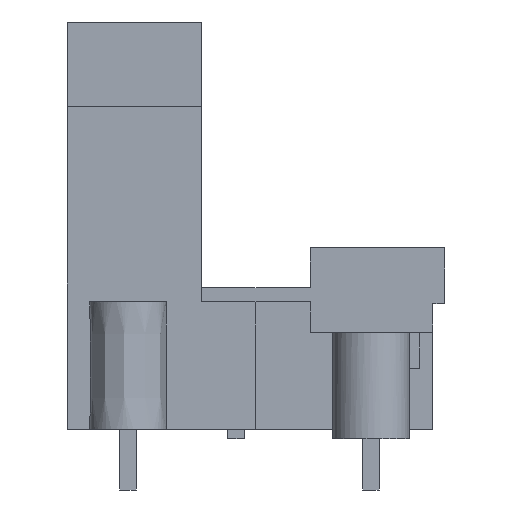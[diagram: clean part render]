
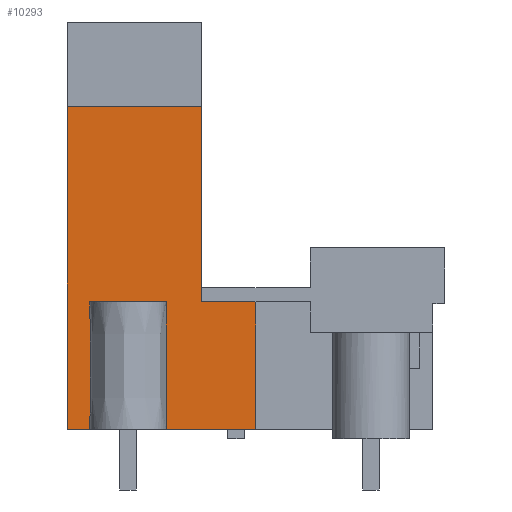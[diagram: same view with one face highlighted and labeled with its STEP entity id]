
A CAD part, left-side view. The second image highlights one B-rep face of the part: STEP entity #10293.
In plain terms, the highlighted planar face has unit normal (-1, 0, 0).
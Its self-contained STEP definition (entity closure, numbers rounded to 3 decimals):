
#10242=AXIS2_PLACEMENT_3D('Plane Axis2P3D',#10239,#10240,#10241) ;
#3607=CARTESIAN_POINT('Line Origine',(3.84,22.779,3.8)) ;
#3611=CARTESIAN_POINT('Vertex',(3.84,23.67,3.8)) ;
#3613=CARTESIAN_POINT('Vertex',(3.84,21.887,3.8)) ;
#3809=CARTESIAN_POINT('Vertex',(3.84,11.84,3.8)) ;
#3812=CARTESIAN_POINT('Line Origine',(3.84,14.846,3.8)) ;
#3816=CARTESIAN_POINT('Vertex',(3.84,17.853,3.8)) ;
#9754=CARTESIAN_POINT('Vertex',(3.84,15.24,12.7)) ;
#9784=CARTESIAN_POINT('Line Origine',(3.84,15.24,12.25)) ;
#9788=CARTESIAN_POINT('Vertex',(3.84,15.24,11.8)) ;
#9812=CARTESIAN_POINT('Vertex',(3.84,11.84,11.8)) ;
#9829=CARTESIAN_POINT('Line Origine',(3.84,13.54,11.8)) ;
#10077=CARTESIAN_POINT('Line Origine',(3.84,23.67,13.93)) ;
#10081=CARTESIAN_POINT('Vertex',(3.84,23.67,24.06)) ;
#10239=CARTESIAN_POINT('Axis2P3D Location',(3.84,23.67,3.2)) ;
#10244=CARTESIAN_POINT('Line Origine',(3.84,15.24,18.38)) ;
#10248=CARTESIAN_POINT('Vertex',(3.84,15.24,24.06)) ;
#10251=CARTESIAN_POINT('Line Origine',(3.84,19.455,24.06)) ;
#10256=CARTESIAN_POINT('Line Origine',(3.84,21.887,7.8)) ;
#10260=CARTESIAN_POINT('Vertex',(3.84,21.887,11.8)) ;
#10263=CARTESIAN_POINT('Line Origine',(3.84,19.87,11.8)) ;
#10267=CARTESIAN_POINT('Vertex',(3.84,17.853,11.8)) ;
#10270=CARTESIAN_POINT('Line Origine',(3.84,17.853,7.8)) ;
#10275=CARTESIAN_POINT('Line Origine',(3.84,11.84,7.8)) ;
#3608=DIRECTION('Vector Direction',(0.,-1.,0.)) ;
#3813=DIRECTION('Vector Direction',(0.,-1.,0.)) ;
#9785=DIRECTION('Vector Direction',(0.,0.,-1.)) ;
#9830=DIRECTION('Vector Direction',(0.,1.,0.)) ;
#10078=DIRECTION('Vector Direction',(0.,0.,1.)) ;
#10240=DIRECTION('Axis2P3D Direction',(-1.,0.,0.)) ;
#10241=DIRECTION('Axis2P3D XDirection',(0.,-1.,0.)) ;
#10245=DIRECTION('Vector Direction',(0.,0.,-1.)) ;
#10252=DIRECTION('Vector Direction',(0.,-1.,0.)) ;
#10257=DIRECTION('Vector Direction',(0.,0.,1.)) ;
#10264=DIRECTION('Vector Direction',(0.,1.,0.)) ;
#10271=DIRECTION('Vector Direction',(0.,0.,1.)) ;
#10276=DIRECTION('Vector Direction',(0.,0.,1.)) ;
#3609=VECTOR('Line Direction',#3608,1.) ;
#3814=VECTOR('Line Direction',#3813,1.) ;
#9786=VECTOR('Line Direction',#9785,1.) ;
#9831=VECTOR('Line Direction',#9830,1.) ;
#10079=VECTOR('Line Direction',#10078,1.) ;
#10246=VECTOR('Line Direction',#10245,1.) ;
#10253=VECTOR('Line Direction',#10252,1.) ;
#10258=VECTOR('Line Direction',#10257,1.) ;
#10265=VECTOR('Line Direction',#10264,1.) ;
#10272=VECTOR('Line Direction',#10271,1.) ;
#10277=VECTOR('Line Direction',#10276,1.) ;
#10281=ORIENTED_EDGE('',*,*,#10250,.F.) ;
#10282=ORIENTED_EDGE('',*,*,#10255,.T.) ;
#10283=ORIENTED_EDGE('',*,*,#10083,.T.) ;
#10284=ORIENTED_EDGE('',*,*,#3615,.T.) ;
#10285=ORIENTED_EDGE('',*,*,#10262,.T.) ;
#10286=ORIENTED_EDGE('',*,*,#10269,.F.) ;
#10287=ORIENTED_EDGE('',*,*,#10274,.F.) ;
#10288=ORIENTED_EDGE('',*,*,#3818,.T.) ;
#10289=ORIENTED_EDGE('',*,*,#10279,.T.) ;
#10290=ORIENTED_EDGE('',*,*,#9833,.T.) ;
#10291=ORIENTED_EDGE('',*,*,#9790,.F.) ;
#10293=ADVANCED_FACE('HOUSING',(#10292),#10243,.T.) ;
#3615=EDGE_CURVE('',#3612,#3614,#3610,.T.) ;
#3818=EDGE_CURVE('',#3817,#3810,#3815,.T.) ;
#9790=EDGE_CURVE('',#9755,#9789,#9787,.T.) ;
#9833=EDGE_CURVE('',#9813,#9789,#9832,.T.) ;
#10083=EDGE_CURVE('',#10082,#3612,#10080,.F.) ;
#10250=EDGE_CURVE('',#10249,#9755,#10247,.T.) ;
#10255=EDGE_CURVE('',#10249,#10082,#10254,.F.) ;
#10262=EDGE_CURVE('',#3614,#10261,#10259,.T.) ;
#10269=EDGE_CURVE('',#10268,#10261,#10266,.T.) ;
#10274=EDGE_CURVE('',#3817,#10268,#10273,.T.) ;
#10279=EDGE_CURVE('',#3810,#9813,#10278,.T.) ;
#10280=EDGE_LOOP('',(#10281,#10282,#10283,#10284,#10285,#10286,#10287,#10288,#10289,#10290,#10291)) ;
#10292=FACE_OUTER_BOUND('',#10280,.T.) ;
#3610=LINE('Line',#3607,#3609) ;
#3815=LINE('Line',#3812,#3814) ;
#9787=LINE('Line',#9784,#9786) ;
#9832=LINE('Line',#9829,#9831) ;
#10080=LINE('Line',#10077,#10079) ;
#10247=LINE('Line',#10244,#10246) ;
#10254=LINE('Line',#10251,#10253) ;
#10259=LINE('Line',#10256,#10258) ;
#10266=LINE('Line',#10263,#10265) ;
#10273=LINE('Line',#10270,#10272) ;
#10278=LINE('Line',#10275,#10277) ;
#10243=PLANE('',#10242) ;
#3612=VERTEX_POINT('',#3611) ;
#3614=VERTEX_POINT('',#3613) ;
#3810=VERTEX_POINT('',#3809) ;
#3817=VERTEX_POINT('',#3816) ;
#9755=VERTEX_POINT('',#9754) ;
#9789=VERTEX_POINT('',#9788) ;
#9813=VERTEX_POINT('',#9812) ;
#10082=VERTEX_POINT('',#10081) ;
#10249=VERTEX_POINT('',#10248) ;
#10261=VERTEX_POINT('',#10260) ;
#10268=VERTEX_POINT('',#10267) ;
